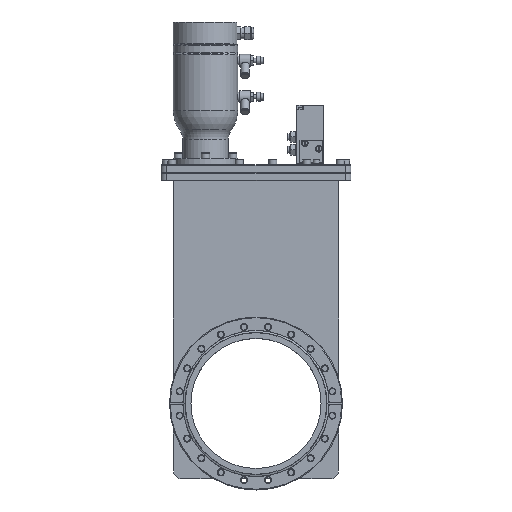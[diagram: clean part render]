
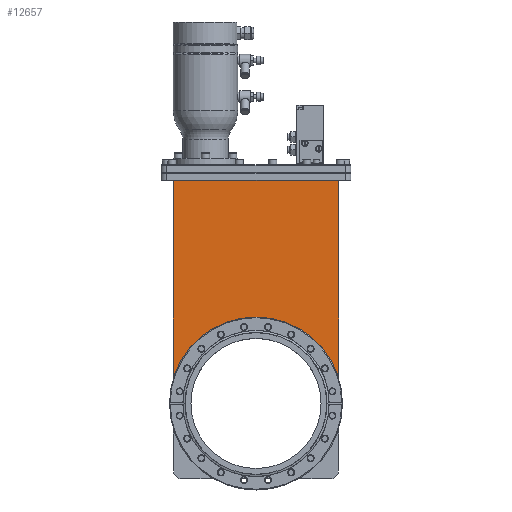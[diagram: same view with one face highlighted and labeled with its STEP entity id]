
A CAD part, top view. The second image highlights one B-rep face of the part: STEP entity #12657.
In plain terms, the highlighted planar face has unit normal (0, 0, 1).
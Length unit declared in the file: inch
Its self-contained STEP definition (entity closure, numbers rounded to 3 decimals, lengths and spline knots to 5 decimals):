
#828=DIRECTION('',(0.,-1.,0.));
#829=VECTOR('',#828,9.19411);
#830=CARTESIAN_POINT('',(3.805,10.273,0.7025));
#831=LINE('',#830,#829);
#832=CARTESIAN_POINT('',(0.,0.,0.7025));
#833=DIRECTION('',(0.,0.,-1.));
#834=DIRECTION('',(0.,1.,0.));
#835=AXIS2_PLACEMENT_3D('',#832,#833,#834);
#837=CARTESIAN_POINT('',(0.,0.,0.7025));
#838=DIRECTION('',(0.,0.,1.));
#839=DIRECTION('',(0.,1.,0.));
#840=AXIS2_PLACEMENT_3D('',#837,#838,#839);
#842=DIRECTION('',(0.,1.,0.));
#843=VECTOR('',#842,9.19411);
#844=CARTESIAN_POINT('',(-3.805,1.07889,0.7025));
#845=LINE('',#844,#843);
#846=DIRECTION('',(1.,0.,0.));
#847=VECTOR('',#846,7.61);
#848=CARTESIAN_POINT('',(-3.805,10.273,0.7025));
#849=LINE('',#848,#847);
#9147=CARTESIAN_POINT('',(-3.805,10.273,0.7025));
#9148=CARTESIAN_POINT('',(3.805,10.273,0.7025));
#9149=VERTEX_POINT('',#9147);
#9150=VERTEX_POINT('',#9148);
#10909=CARTESIAN_POINT('',(3.805,1.07889,0.7025));
#10911=VERTEX_POINT('',#10909);
#10920=CARTESIAN_POINT('',(-3.805,1.07889,0.7025));
#10922=VERTEX_POINT('',#10920);
#10977=CARTESIAN_POINT('',(0.,3.955,0.7025));
#10978=VERTEX_POINT('',#10977);
#12641=CARTESIAN_POINT('',(0.,0.,0.7025));
#12642=DIRECTION('',(0.,0.,1.));
#12643=DIRECTION('',(1.,0.,0.));
#12644=AXIS2_PLACEMENT_3D('',#12641,#12642,#12643);
#12645=PLANE('',#12644);
#12647=ORIENTED_EDGE('',*,*,#12646,.T.);
#12648=ORIENTED_EDGE('',*,*,#12636,.F.);
#12650=ORIENTED_EDGE('',*,*,#12649,.T.);
#12652=ORIENTED_EDGE('',*,*,#12651,.T.);
#12654=ORIENTED_EDGE('',*,*,#12653,.T.);
#12655=EDGE_LOOP('',(#12647,#12648,#12650,#12652,#12654));
#12656=FACE_OUTER_BOUND('',#12655,.F.);
#836=CIRCLE('',#835,3.955);
#841=CIRCLE('',#840,3.955);
#12636=EDGE_CURVE('',#10978,#10911,#836,.T.);
#12646=EDGE_CURVE('',#9150,#10911,#831,.T.);
#12649=EDGE_CURVE('',#10978,#10922,#841,.T.);
#12651=EDGE_CURVE('',#10922,#9149,#845,.T.);
#12653=EDGE_CURVE('',#9149,#9150,#849,.T.);
#12657=ADVANCED_FACE('',(#12656),#12645,.T.);
